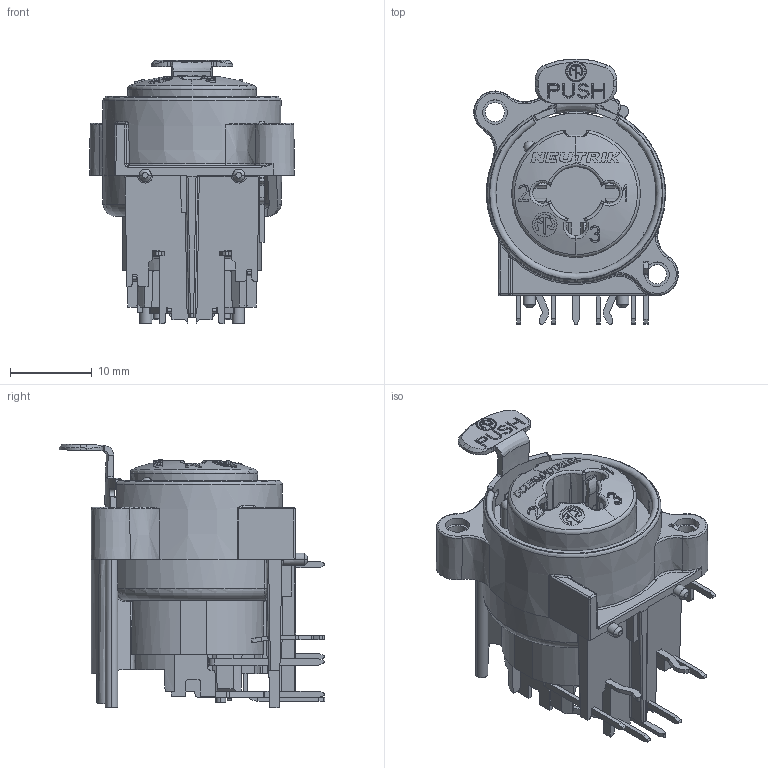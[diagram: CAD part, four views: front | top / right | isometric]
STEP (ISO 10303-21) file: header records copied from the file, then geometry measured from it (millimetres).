
FILE_DESCRIPTION((''),'2;1');
FILE_NAME('30010843','2023-08-09T15:45:18',('SYSTEM'),(''),'CREO PARAMETRIC BY PTC INC, 2021184','CREO PARAMETRIC BY PTC INC, 2021184','');
FILE_SCHEMA(('CONFIG_CONTROL_DESIGN'));
Length unit declared in the file: millimetre
Products named in the file (1): 30010843
Bounding box: 25 x 32.44 x 32.21 mm (x, y, z)
Volume: 7391.9 mm3; surface area: 6961.4 mm2
Topology: 1 solids, 2 shells, 1699 faces, 4684 edges, 2962 vertices
Faces by surface type: plane 1097, cylinder 329, bspline 136, cone 77, sphere 32, torus 24, extrusion 4
Entity records: 60353 total; most frequent: CARTESIAN_POINT 18425, ORIENTED_EDGE 9356, DIRECTION 7992, EDGE_CURVE 4678, VERTEX_POINT 2962, VECTOR 2808, LINE 2804, AXIS2_PLACEMENT_3D 2592
